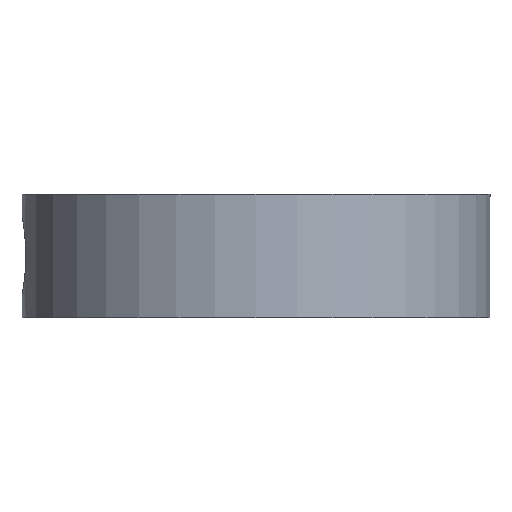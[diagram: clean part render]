
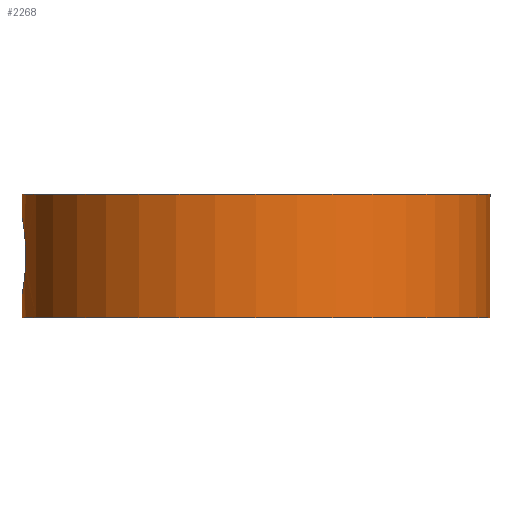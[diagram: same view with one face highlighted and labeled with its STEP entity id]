
A CAD part, left-side view. The second image highlights one B-rep face of the part: STEP entity #2268.
In plain terms, the highlighted cylindrical face has radius 9.5 mm (diameter 19 mm), a partial arc.
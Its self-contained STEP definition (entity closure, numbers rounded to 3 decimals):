
#75 = VERTEX_POINT ( 'NONE', #551 ) ;
#78 = LINE ( 'NONE', #8604, #5755 ) ;
#82 = ORIENTED_EDGE ( 'NONE', *, *, #3225, .F. ) ;
#157 = EDGE_CURVE ( 'NONE', #470, #1704, #8754, .T. ) ;
#186 = CARTESIAN_POINT ( 'NONE',  ( 0., -9.5, -2.5 ) ) ;
#384 = VERTEX_POINT ( 'NONE', #1299 ) ;
#466 = VERTEX_POINT ( 'NONE', #5525 ) ;
#470 = VERTEX_POINT ( 'NONE', #8982 ) ;
#551 = CARTESIAN_POINT ( 'NONE',  ( 0., 9.5, 2.5 ) ) ;
#761 = ORIENTED_EDGE ( 'NONE', *, *, #881, .T. ) ;
#773 = AXIS2_PLACEMENT_3D ( 'NONE', #3273, #10472, #6427 ) ;
#849 = CARTESIAN_POINT ( 'NONE',  ( -1.682, 9.35, -0.002 ) ) ;
#881 = EDGE_CURVE ( 'NONE', #7946, #470, #2279, .T. ) ;
#910 = CARTESIAN_POINT ( 'NONE',  ( 0., 0., 2.5 ) ) ;
#1299 = CARTESIAN_POINT ( 'NONE',  ( 0., -9.5, -2.5 ) ) ;
#1351 = CARTESIAN_POINT ( 'NONE',  ( -1.682, 9.35, -0.002 ) ) ;
#1704 = VERTEX_POINT ( 'NONE', #10720 ) ;
#1836 = CARTESIAN_POINT ( 'NONE',  ( -1.682, 9.35, -0.211 ) ) ;
#1887 = VECTOR ( 'NONE', #5226, 1000. ) ;
#2268 = ADVANCED_FACE ( 'NONE', ( #12107 ), #3280, .T. ) ;
#2279 = B_SPLINE_CURVE_WITH_KNOTS ( 'NONE', 3,
 ( #8528, #2472, #11631, #4511, #7530, #5372, #12460, #2520, #6387, #1351 ),
 .UNSPECIFIED., .F., .F.,
 ( 4, 2, 2, 2, 4 ),
 ( 0.25, 0.312, 0.375, 0.437, 0.5 ),
 .UNSPECIFIED. ) ;
#2472 = CARTESIAN_POINT ( 'NONE',  ( -0.221, 9.5, 1.605 ) ) ;
#2520 = CARTESIAN_POINT ( 'NONE',  ( -1.638, 9.358, 0.421 ) ) ;
#2735 = EDGE_CURVE ( 'NONE', #5151, #1704, #78, .T. ) ;
#2861 = CARTESIAN_POINT ( 'NONE',  ( -1.469, 9.386, -0.809 ) ) ;
#2992 = CARTESIAN_POINT ( 'NONE',  ( -0.843, 9.463, -1.393 ) ) ;
#3225 = EDGE_CURVE ( 'NONE', #384, #5151, #4209, .T. ) ;
#3273 = CARTESIAN_POINT ( 'NONE',  ( 0., 0., -2.5 ) ) ;
#3280 = CYLINDRICAL_SURFACE ( 'NONE', #773, 9.5 ) ;
#3618 = CARTESIAN_POINT ( 'NONE',  ( 0., 0., -2.5 ) ) ;
#3656 = DIRECTION ( 'NONE',  ( 0., 0., -1. ) ) ;
#3767 = EDGE_LOOP ( 'NONE', ( #10755, #82, #11847, #8656, #11920, #761, #8281 ) ) ;
#3798 = DIRECTION ( 'NONE',  ( 0., 0., 1. ) ) ;
#4209 = CIRCLE ( 'NONE', #8160, 9.5 ) ;
#4511 = CARTESIAN_POINT ( 'NONE',  ( -0.847, 9.464, 1.402 ) ) ;
#4812 = CARTESIAN_POINT ( 'NONE',  ( -1.344, 9.406, -0.987 ) ) ;
#4849 = CARTESIAN_POINT ( 'NONE',  ( -0.746, 9.471, -1.442 ) ) ;
#4973 = CARTESIAN_POINT ( 'NONE',  ( -0.222, 9.5, -1.605 ) ) ;
#5151 = VERTEX_POINT ( 'NONE', #7776 ) ;
#5226 = DIRECTION ( 'NONE',  ( 0., 0., 1. ) ) ;
#5287 = CARTESIAN_POINT ( 'NONE',  ( 0., 9.5, 1.605 ) ) ;
#5372 = CARTESIAN_POINT ( 'NONE',  ( -1.344, 9.406, 0.987 ) ) ;
#5525 = CARTESIAN_POINT ( 'NONE',  ( 0., -9.5, 2.5 ) ) ;
#5538 = DIRECTION ( 'NONE',  ( 0., 1., 0. ) ) ;
#5566 = LINE ( 'NONE', #6778, #10822 ) ;
#5755 = VECTOR ( 'NONE', #8682, 1000. ) ;
#5840 = CARTESIAN_POINT ( 'NONE',  ( 0., 9.5, -1.605 ) ) ;
#6387 = CARTESIAN_POINT ( 'NONE',  ( -1.683, 9.35, 0.207 ) ) ;
#6427 = DIRECTION ( 'NONE',  ( 0., -1., 0. ) ) ;
#6778 = CARTESIAN_POINT ( 'NONE',  ( 0., 9.5, -2.5 ) ) ;
#6801 = DIRECTION ( 'NONE',  ( 0., 1., 0. ) ) ;
#6823 = CARTESIAN_POINT ( 'NONE',  ( -1.026, 9.445, -1.276 ) ) ;
#7032 = AXIS2_PLACEMENT_3D ( 'NONE', #910, #12955, #6801 ) ;
#7263 = LINE ( 'NONE', #186, #1887 ) ;
#7265 = EDGE_CURVE ( 'NONE', #7946, #75, #5566, .T. ) ;
#7530 = CARTESIAN_POINT ( 'NONE',  ( -1.034, 9.445, 1.283 ) ) ;
#7776 = CARTESIAN_POINT ( 'NONE',  ( 0., 9.5, -2.5 ) ) ;
#7946 = VERTEX_POINT ( 'NONE', #5287 ) ;
#8160 = AXIS2_PLACEMENT_3D ( 'NONE', #3618, #3656, #5538 ) ;
#8281 = ORIENTED_EDGE ( 'NONE', *, *, #157, .T. ) ;
#8528 = CARTESIAN_POINT ( 'NONE',  ( 0., 9.5, 1.605 ) ) ;
#8549 = CIRCLE ( 'NONE', #7032, 9.5 ) ;
#8604 = CARTESIAN_POINT ( 'NONE',  ( 0., 9.5, -2.5 ) ) ;
#8656 = ORIENTED_EDGE ( 'NONE', *, *, #10956, .T. ) ;
#8682 = DIRECTION ( 'NONE',  ( 0., 0., 1. ) ) ;
#8754 = B_SPLINE_CURVE_WITH_KNOTS ( 'NONE', 3,
 ( #849, #1836, #10907, #2861, #4812, #11876, #6823, #2992, #4849, #12894, #4973, #5840 ),
 .UNSPECIFIED., .F., .F.,
 ( 4, 2, 2, 2, 2, 4 ),
 ( 0.5, 0.562, 0.625, 0.656, 0.687, 0.75 ),
 .UNSPECIFIED. ) ;
#8982 = CARTESIAN_POINT ( 'NONE',  ( -1.682, 9.35, -0.002 ) ) ;
#10472 = DIRECTION ( 'NONE',  ( 0., 0., 1. ) ) ;
#10720 = CARTESIAN_POINT ( 'NONE',  ( 0., 9.5, -1.605 ) ) ;
#10755 = ORIENTED_EDGE ( 'NONE', *, *, #2735, .F. ) ;
#10822 = VECTOR ( 'NONE', #3798, 1000. ) ;
#10907 = CARTESIAN_POINT ( 'NONE',  ( -1.638, 9.358, -0.422 ) ) ;
#10956 = EDGE_CURVE ( 'NONE', #466, #75, #8549, .T. ) ;
#11631 = CARTESIAN_POINT ( 'NONE',  ( -0.441, 9.492, 1.563 ) ) ;
#11847 = ORIENTED_EDGE ( 'NONE', *, *, #12055, .T. ) ;
#11876 = CARTESIAN_POINT ( 'NONE',  ( -1.112, 9.435, -1.209 ) ) ;
#11920 = ORIENTED_EDGE ( 'NONE', *, *, #7265, .F. ) ;
#12055 = EDGE_CURVE ( 'NONE', #384, #466, #7263, .T. ) ;
#12107 = FACE_OUTER_BOUND ( 'NONE', #3767, .T. ) ;
#12460 = CARTESIAN_POINT ( 'NONE',  ( -1.469, 9.386, 0.809 ) ) ;
#12894 = CARTESIAN_POINT ( 'NONE',  ( -0.441, 9.492, -1.563 ) ) ;
#12955 = DIRECTION ( 'NONE',  ( 0., 0., -1. ) ) ;
